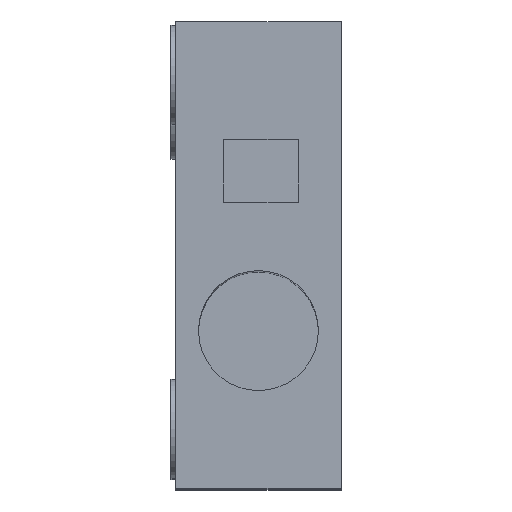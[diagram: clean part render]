
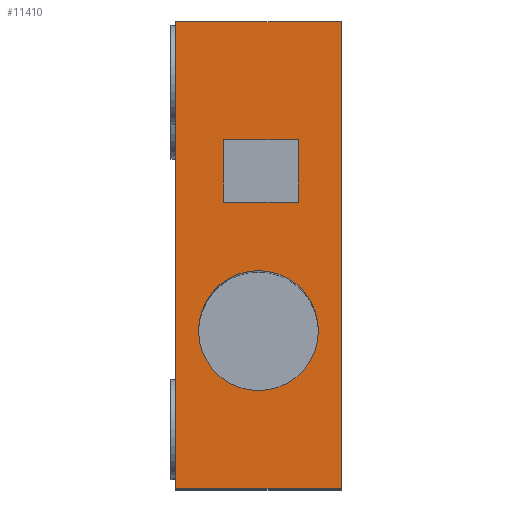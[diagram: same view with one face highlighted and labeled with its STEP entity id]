
A CAD part, top view. The second image highlights one B-rep face of the part: STEP entity #11410.
In plain terms, the highlighted face is planar.
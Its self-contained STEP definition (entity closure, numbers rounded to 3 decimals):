
#5060=CARTESIAN_POINT('',(-31.548,60.55,
4.219));
#5070=VERTEX_POINT('',#5060);
#5220=CARTESIAN_POINT('',(-36.548,60.55,
4.219));
#5230=VERTEX_POINT('',#5220);
#5260=CARTESIAN_POINT('',(-35.219,60.55,
4.219));
#5270=DIRECTION('',(1.,0.,0.));
#5280=VECTOR('',#5270,1.);
#5290=LINE('',#5260,#5280);
#5300=EDGE_CURVE('',#5230,#5070,#5290,.T.);
#5510=CARTESIAN_POINT('',(-32.848,60.55,
-6.331));
#5520=VERTEX_POINT('',#5510);
#5690=CARTESIAN_POINT('',(-35.098,60.55,
-6.331));
#5700=VERTEX_POINT('',#5690);
#5730=CARTESIAN_POINT('',(-35.219,60.55,
-6.331));
#5740=DIRECTION('',(1.,0.,0.));
#5750=VECTOR('',#5740,1.);
#5760=LINE('',#5730,#5750);
#5770=EDGE_CURVE('',#5700,#5520,#5760,.T.);
#5980=CARTESIAN_POINT('',(-36.548,60.55,
-9.881));
#5990=VERTEX_POINT('',#5980);
#6070=CARTESIAN_POINT('',(-31.548,60.55,
-9.881));
#6080=VERTEX_POINT('',#6070);
#6110=CARTESIAN_POINT('',(-35.219,60.55,
-9.881));
#6120=DIRECTION('',(-1.,0.,0.));
#6130=VECTOR('',#6120,1.);
#6140=LINE('',#6110,#6130);
#6150=EDGE_CURVE('',#6080,#5990,#6140,.T.);
#7480=CARTESIAN_POINT('',(-36.548,60.55,
0.104));
#7490=DIRECTION('',(0.,0.,1.));
#7500=VECTOR('',#7490,1.);
#7510=LINE('',#7480,#7500);
#7520=EDGE_CURVE('',#5990,#5230,#7510,.T.);
#9830=CARTESIAN_POINT('',(-31.548,60.55,
0.104));
#9840=DIRECTION('',(0.,0.,-1.));
#9850=VECTOR('',#9840,1.);
#9860=LINE('',#9830,#9850);
#9870=EDGE_CURVE('',#5070,#6080,#9860,.T.);
#10900=CARTESIAN_POINT('',(-31.548,60.55,
2.419));
#10910=DIRECTION('',(0.,1.,0.));
#10920=DIRECTION('',(0.,0.,-1.));
#10930=AXIS2_PLACEMENT_3D('',#10900,#10910,#10920);
#10940=PLANE('',#10930);
#10950=CARTESIAN_POINT('',(-35.219,60.55,
-4.431));
#10960=DIRECTION('',(-1.,0.,0.));
#10970=VECTOR('',#10960,1.);
#10980=LINE('',#10950,#10970);
#10990=CARTESIAN_POINT('',(-32.848,60.55,
-4.431));
#11000=VERTEX_POINT('',#10990);
#11010=CARTESIAN_POINT('',(-35.098,60.55,
-4.431));
#11020=VERTEX_POINT('',#11010);
#11030=EDGE_CURVE('',#11000,#11020,#10980,.T.);
#11040=ORIENTED_EDGE('',*,*,#11030,.T.);
#11050=CARTESIAN_POINT('',(-32.848,60.55,
0.104));
#11060=DIRECTION('',(0.,0.,1.));
#11070=VECTOR('',#11060,1.);
#11080=LINE('',#11050,#11070);
#11090=EDGE_CURVE('',#5520,#11000,#11080,.T.);
#11100=ORIENTED_EDGE('',*,*,#11090,.T.);
#11110=ORIENTED_EDGE('',*,*,#5770,.T.);
#11120=CARTESIAN_POINT('',(-35.098,60.55,
0.104));
#11130=DIRECTION('',(0.,0.,-1.));
#11140=VECTOR('',#11130,1.);
#11150=LINE('',#11120,#11140);
#11160=EDGE_CURVE('',#11020,#5700,#11150,.T.);
#11170=ORIENTED_EDGE('',*,*,#11160,.T.);
#11180=EDGE_LOOP('',(#11170,#11110,#11100,#11040));
#11190=FACE_BOUND('',#11180,.T.);
#11200=CARTESIAN_POINT('',(-34.048,60.55,
-0.55));
#11210=DIRECTION('',(0.,1.,0.));
#11220=DIRECTION('',(0.,0.,-1.));
#11230=AXIS2_PLACEMENT_3D('',#11200,#11210,#11220);
#11240=CIRCLE('',#11230,1.813);
#11250=CARTESIAN_POINT('',(-34.048,60.55,
-2.363));
#11260=VERTEX_POINT('',#11250);
#11270=CARTESIAN_POINT('',(-34.048,60.55,
1.263));
#11280=VERTEX_POINT('',#11270);
#11290=EDGE_CURVE('',#11260,#11280,#11240,.T.);
#11300=ORIENTED_EDGE('',*,*,#11290,.F.);
#11310=EDGE_CURVE('',#11280,#11260,#11240,.T.);
#11320=ORIENTED_EDGE('',*,*,#11310,.F.);
#11330=EDGE_LOOP('',(#11320,#11300));
#11340=FACE_BOUND('',#11330,.T.);
#11350=ORIENTED_EDGE('',*,*,#6150,.T.);
#11360=ORIENTED_EDGE('',*,*,#9870,.T.);
#11370=ORIENTED_EDGE('',*,*,#5300,.T.);
#11380=ORIENTED_EDGE('',*,*,#7520,.T.);
#11390=EDGE_LOOP('',(#11380,#11370,#11360,#11350));
#11400=FACE_OUTER_BOUND('',#11390,.T.);
#11410=ADVANCED_FACE('',(#11190,#11340,#11400),#10940,.T.);
